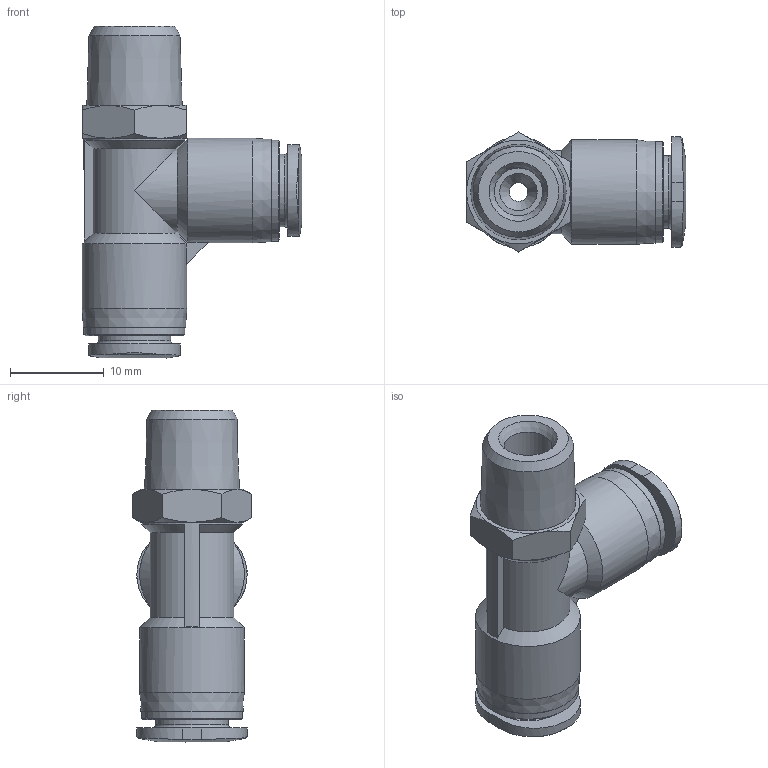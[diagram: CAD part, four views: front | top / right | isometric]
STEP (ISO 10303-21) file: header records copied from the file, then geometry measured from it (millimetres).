
FILE_DESCRIPTION(/* description */ ('STEP AP214'),/* implementation_level */ '2;1');
FILE_NAME(/* name */ '573072_QBMTL-1_8-1_4-U',/* time_stamp */ '2024-09-14T03:41:28+02:00',/* author */ ('License CC BY-ND 4.0'),/* organization */ ('CADENAS'),/* preprocessor_version */ 'ST-DEVELOPER v19.3',/* originating_system */ 'PARTsolutions',/* authorisation */ ' ');
FILE_SCHEMA (('AUTOMOTIVE_DESIGN {1 0 10303 214 3 1 1}'));
Length unit declared in the file: millimetre
Products named in the file (1): 573072 QBMTL-1/8-1/4-U
Bounding box: 23.5 x 12.83 x 35.5 mm (x, y, z)
Volume: 3087.1 mm3; surface area: 2810.5 mm2
Topology: 1 solids, 1 shells, 83 faces, 202 edges, 129 vertices
Faces by surface type: plane 29, cone 26, cylinder 20, torus 8
Full cylindrical faces by diameter (mm): 2 x2, 5.144 x1, 6.35 x2, 7.75 x2, 10.8 x3, 11.2 x2
Entity records: 2896 total; most frequent: CARTESIAN_POINT 543, DIRECTION 350, ORIENTED_EDGE 334, EDGE_CURVE 167, AXIS2_PLACEMENT_3D 156, EDGE_LOOP 122, FACE_BOUND 122, VERTEX_POINT 121
